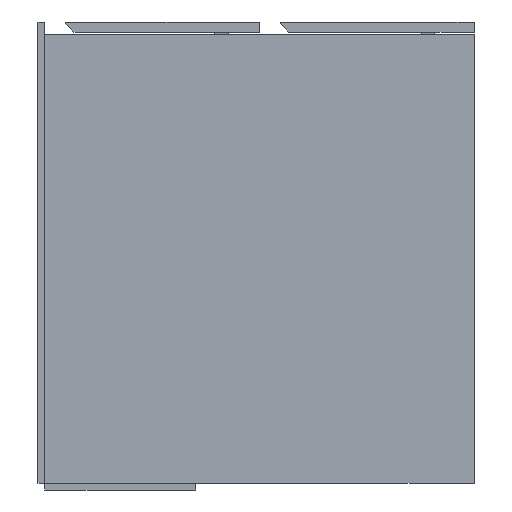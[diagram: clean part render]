
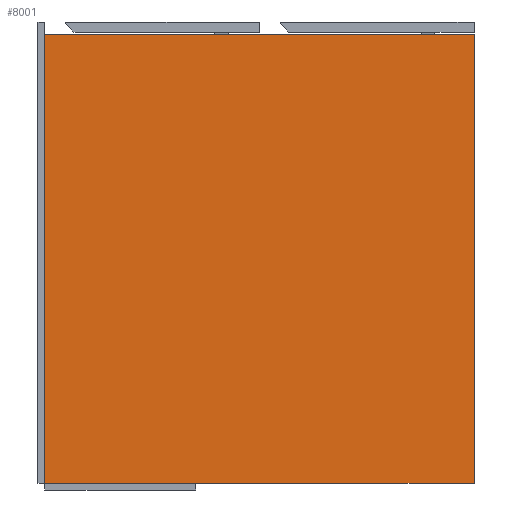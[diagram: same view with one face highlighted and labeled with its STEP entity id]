
A CAD part, left-side view. The second image highlights one B-rep face of the part: STEP entity #8001.
In plain terms, the highlighted planar face has unit normal (-1, 0, 0).
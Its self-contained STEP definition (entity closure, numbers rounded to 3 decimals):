
#1193 = ORIENTED_EDGE ( 'NONE', *, *, #3546, .F. ) ;
#3546 = EDGE_CURVE ( 'NONE', #13255, #38117, #26772, .T. ) ;
#3959 = EDGE_CURVE ( 'NONE', #21906, #13255, #27891, .T. ) ;
#5271 = VECTOR ( 'NONE', #50205, 1000. ) ;
#8001 = ADVANCED_FACE ( 'NONE', ( #34294 ), #25945, .F. ) ;
#10165 = VECTOR ( 'NONE', #12834, 1000. ) ;
#10399 = ORIENTED_EDGE ( 'NONE', *, *, #3959, .F. ) ;
#11371 = LINE ( 'NONE', #53737, #43990 ) ;
#12461 = CARTESIAN_POINT ( 'NONE',  ( 2., 512., -550. ) ) ;
#12834 = DIRECTION ( 'NONE',  ( 0., -1., 0. ) ) ;
#13255 = VERTEX_POINT ( 'NONE', #31291 ) ;
#15220 = AXIS2_PLACEMENT_3D ( 'NONE', #39245, #15730, #53469 ) ;
#15730 = DIRECTION ( 'NONE',  ( 1., 0., 0. ) ) ;
#16873 = EDGE_CURVE ( 'NONE', #21906, #28947, #11371, .T. ) ;
#19109 = ORIENTED_EDGE ( 'NONE', *, *, #16873, .T. ) ;
#19822 = EDGE_LOOP ( 'NONE', ( #10399, #19109, #46722, #1193 ) ) ;
#19856 = EDGE_CURVE ( 'NONE', #28947, #38117, #21190, .T. ) ;
#21190 = LINE ( 'NONE', #26137, #22351 ) ;
#21906 = VERTEX_POINT ( 'NONE', #35958 ) ;
#22351 = VECTOR ( 'NONE', #54277, 1000. ) ;
#25945 = PLANE ( 'NONE',  #15220 ) ;
#26137 = CARTESIAN_POINT ( 'NONE',  ( 2., 0., -550. ) ) ;
#26772 = LINE ( 'NONE', #55209, #10165 ) ;
#27877 = CARTESIAN_POINT ( 'NONE',  ( 2., 0., -15. ) ) ;
#27891 = LINE ( 'NONE', #12461, #5271 ) ;
#28947 = VERTEX_POINT ( 'NONE', #44346 ) ;
#31291 = CARTESIAN_POINT ( 'NONE',  ( 2., 512., -15. ) ) ;
#34294 = FACE_OUTER_BOUND ( 'NONE', #19822, .T. ) ;
#35958 = CARTESIAN_POINT ( 'NONE',  ( 2., 512., -550. ) ) ;
#38117 = VERTEX_POINT ( 'NONE', #27877 ) ;
#39245 = CARTESIAN_POINT ( 'NONE',  ( 2., 1047.337, -550. ) ) ;
#39821 = DIRECTION ( 'NONE',  ( 0., -1., 0. ) ) ;
#43990 = VECTOR ( 'NONE', #39821, 1000. ) ;
#44346 = CARTESIAN_POINT ( 'NONE',  ( 2., 0., -550. ) ) ;
#46722 = ORIENTED_EDGE ( 'NONE', *, *, #19856, .T. ) ;
#50205 = DIRECTION ( 'NONE',  ( 0., 0., 1. ) ) ;
#53469 = DIRECTION ( 'NONE',  ( 0., 0., -1. ) ) ;
#53737 = CARTESIAN_POINT ( 'NONE',  ( 2., 1047.337, -550. ) ) ;
#54277 = DIRECTION ( 'NONE',  ( 0., 0., 1. ) ) ;
#55209 = CARTESIAN_POINT ( 'NONE',  ( 2., 1047.337, -15. ) ) ;
